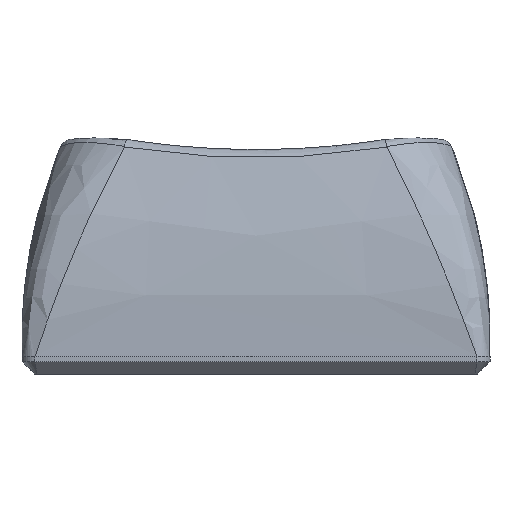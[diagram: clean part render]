
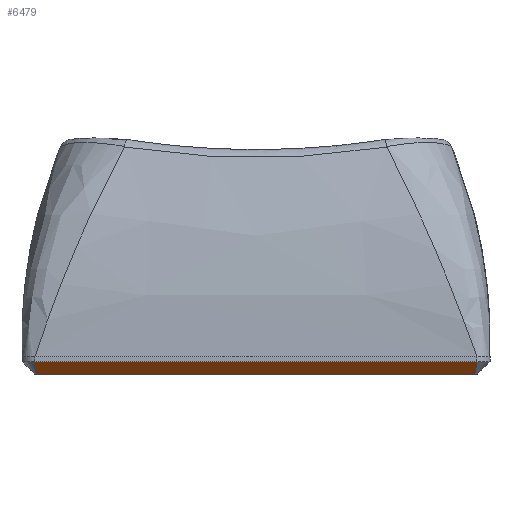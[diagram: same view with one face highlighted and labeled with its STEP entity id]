
A CAD part, front view. The second image highlights one B-rep face of the part: STEP entity #6479.
In plain terms, the highlighted planar face has unit normal (0, -0.707, -0.707).
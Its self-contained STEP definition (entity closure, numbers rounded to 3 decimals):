
#720 = PLANE('',#721);
#721 = AXIS2_PLACEMENT_3D('',#722,#723,#724);
#722 = CARTESIAN_POINT('',(-8.5,-9.,0.672));
#723 = DIRECTION('',(0.,-1.,0.));
#724 = DIRECTION('',(1.,0.,0.));
#1973 = VERTEX_POINT('',#1974);
#1974 = CARTESIAN_POINT('',(-8.5,-9.,0.48));
#2000 = EDGE_CURVE('',#1973,#2001,#2003,.T.);
#2001 = VERTEX_POINT('',#2002);
#2002 = CARTESIAN_POINT('',(8.5,-9.,0.48));
#2003 = SURFACE_CURVE('',#2004,(#2008,#2015),.PCURVE_S1.);
#2004 = LINE('',#2005,#2006);
#2005 = CARTESIAN_POINT('',(-8.5,-9.,0.48));
#2006 = VECTOR('',#2007,1.);
#2007 = DIRECTION('',(1.,0.,0.));
#2008 = PCURVE('',#720,#2009);
#2009 = DEFINITIONAL_REPRESENTATION('',(#2010),#2014);
#2010 = LINE('',#2011,#2012);
#2011 = CARTESIAN_POINT('',(0.,-0.192));
#2012 = VECTOR('',#2013,1.);
#2013 = DIRECTION('',(1.,0.));
#2014 = ( GEOMETRIC_REPRESENTATION_CONTEXT(2) 
PARAMETRIC_REPRESENTATION_CONTEXT() REPRESENTATION_CONTEXT('2D SPACE',''
  ) );
#2015 = PCURVE('',#2016,#2021);
#2016 = PLANE('',#2017);
#2017 = AXIS2_PLACEMENT_3D('',#2018,#2019,#2020);
#2018 = CARTESIAN_POINT('',(-8.5,-8.76,0.24));
#2019 = DIRECTION('',(0.,0.707,0.707)
  );
#2020 = DIRECTION('',(1.,0.,0.));
#2021 = DEFINITIONAL_REPRESENTATION('',(#2022),#2026);
#2022 = LINE('',#2023,#2024);
#2023 = CARTESIAN_POINT('',(0.,-0.339));
#2024 = VECTOR('',#2025,1.);
#2025 = DIRECTION('',(1.,0.));
#2026 = ( GEOMETRIC_REPRESENTATION_CONTEXT(2) 
PARAMETRIC_REPRESENTATION_CONTEXT() REPRESENTATION_CONTEXT('2D SPACE',''
  ) );
#3188 = CONICAL_SURFACE('',#3189,0.7,0.785);
#3189 = AXIS2_PLACEMENT_3D('',#3190,#3191,#3192);
#3190 = CARTESIAN_POINT('',(8.323,-8.323,0.48));
#3191 = DIRECTION('',(-0.,-0.,1.));
#3192 = DIRECTION('',(0.967,-0.253,0.));
#6479 = ADVANCED_FACE('',(#6480),#2016,.F.);
#6480 = FACE_BOUND('',#6481,.F.);
#6481 = EDGE_LOOP('',(#6482,#6517,#6518,#6548));
#6482 = ORIENTED_EDGE('',*,*,#6483,.F.);
#6483 = EDGE_CURVE('',#1973,#6484,#6486,.T.);
#6484 = VERTEX_POINT('',#6485);
#6485 = CARTESIAN_POINT('',(-8.42,-8.52,0.));
#6486 = SURFACE_CURVE('',#6487,(#6492,#6499),.PCURVE_S1.);
#6487 = PARABOLA('',#6488,0.008);
#6488 = AXIS2_PLACEMENT_3D('',#6489,#6490,#6491);
#6489 = CARTESIAN_POINT('',(-8.323,-8.311,
    -0.209));
#6490 = DIRECTION('',(0.,0.707,0.707)
  );
#6491 = DIRECTION('',(0.,-0.707,0.707)
  );
#6492 = PCURVE('',#2016,#6493);
#6493 = DEFINITIONAL_REPRESENTATION('',(#6494),#6498);
#6494 = B_SPLINE_CURVE_WITH_KNOTS('',2,(#6495,#6496,#6497),
  .UNSPECIFIED.,.F.,.F.,(3,3),(-0.177,-0.098),
  .PIECEWISE_BEZIER_KNOTS.);
#6495 = CARTESIAN_POINT('',(0.,-0.339));
#6496 = CARTESIAN_POINT('',(0.04,0.098));
#6497 = CARTESIAN_POINT('',(0.08,0.339));
#6498 = ( GEOMETRIC_REPRESENTATION_CONTEXT(2) 
PARAMETRIC_REPRESENTATION_CONTEXT() REPRESENTATION_CONTEXT('2D SPACE',''
  ) );
#6499 = PCURVE('',#6500,#6505);
#6500 = CONICAL_SURFACE('',#6501,0.7,0.785);
#6501 = AXIS2_PLACEMENT_3D('',#6502,#6503,#6504);
#6502 = CARTESIAN_POINT('',(-8.323,-8.323,0.48));
#6503 = DIRECTION('',(-0.,-0.,1.));
#6504 = DIRECTION('',(-0.253,-0.967,-0.));
#6505 = DEFINITIONAL_REPRESENTATION('',(#6506),#6516);
#6506 = B_SPLINE_CURVE_WITH_KNOTS('',8,(#6507,#6508,#6509,#6510,#6511,
    #6512,#6513,#6514,#6515),.UNSPECIFIED.,.F.,.F.,(9,9),(
    -0.177,-0.098),.PIECEWISE_BEZIER_KNOTS.);
#6507 = CARTESIAN_POINT('',(0.,0.));
#6508 = CARTESIAN_POINT('',(-0.014,-0.077));
#6509 = CARTESIAN_POINT('',(-0.03,-0.15));
#6510 = CARTESIAN_POINT('',(-0.048,-0.217));
#6511 = CARTESIAN_POINT('',(-0.069,-0.28));
#6512 = CARTESIAN_POINT('',(-0.094,-0.337));
#6513 = CARTESIAN_POINT('',(-0.123,-0.39));
#6514 = CARTESIAN_POINT('',(-0.158,-0.437));
#6515 = CARTESIAN_POINT('',(-0.203,-0.48));
#6516 = ( GEOMETRIC_REPRESENTATION_CONTEXT(2) 
PARAMETRIC_REPRESENTATION_CONTEXT() REPRESENTATION_CONTEXT('2D SPACE',''
  ) );
#6517 = ORIENTED_EDGE('',*,*,#2000,.T.);
#6518 = ORIENTED_EDGE('',*,*,#6519,.T.);
#6519 = EDGE_CURVE('',#2001,#6520,#6522,.T.);
#6520 = VERTEX_POINT('',#6521);
#6521 = CARTESIAN_POINT('',(8.42,-8.52,0.));
#6522 = SURFACE_CURVE('',#6523,(#6528,#6535),.PCURVE_S1.);
#6523 = PARABOLA('',#6524,0.008);
#6524 = AXIS2_PLACEMENT_3D('',#6525,#6526,#6527);
#6525 = CARTESIAN_POINT('',(8.323,-8.311,
    -0.209));
#6526 = DIRECTION('',(0.,-0.707,-0.707
    ));
#6527 = DIRECTION('',(0.,-0.707,0.707)
  );
#6528 = PCURVE('',#2016,#6529);
#6529 = DEFINITIONAL_REPRESENTATION('',(#6530),#6534);
#6530 = B_SPLINE_CURVE_WITH_KNOTS('',2,(#6531,#6532,#6533),
  .UNSPECIFIED.,.F.,.F.,(3,3),(-0.177,-0.098),
  .PIECEWISE_BEZIER_KNOTS.);
#6531 = CARTESIAN_POINT('',(17.,-0.339));
#6532 = CARTESIAN_POINT('',(16.96,0.098));
#6533 = CARTESIAN_POINT('',(16.92,0.339));
#6534 = ( GEOMETRIC_REPRESENTATION_CONTEXT(2) 
PARAMETRIC_REPRESENTATION_CONTEXT() REPRESENTATION_CONTEXT('2D SPACE',''
  ) );
#6535 = PCURVE('',#3188,#6536);
#6536 = DEFINITIONAL_REPRESENTATION('',(#6537),#6547);
#6537 = B_SPLINE_CURVE_WITH_KNOTS('',8,(#6538,#6539,#6540,#6541,#6542,
    #6543,#6544,#6545,#6546),.UNSPECIFIED.,.F.,.F.,(9,9),(
    -0.177,-0.098),.PIECEWISE_BEZIER_KNOTS.);
#6538 = CARTESIAN_POINT('',(-1.059,0.));
#6539 = CARTESIAN_POINT('',(-1.045,-0.077));
#6540 = CARTESIAN_POINT('',(-1.029,-0.15));
#6541 = CARTESIAN_POINT('',(-1.01,-0.217));
#6542 = CARTESIAN_POINT('',(-0.99,-0.28));
#6543 = CARTESIAN_POINT('',(-0.965,-0.337));
#6544 = CARTESIAN_POINT('',(-0.936,-0.39));
#6545 = CARTESIAN_POINT('',(-0.901,-0.437));
#6546 = CARTESIAN_POINT('',(-0.856,-0.48));
#6547 = ( GEOMETRIC_REPRESENTATION_CONTEXT(2) 
PARAMETRIC_REPRESENTATION_CONTEXT() REPRESENTATION_CONTEXT('2D SPACE',''
  ) );
#6548 = ORIENTED_EDGE('',*,*,#6549,.F.);
#6549 = EDGE_CURVE('',#6484,#6520,#6550,.T.);
#6550 = SURFACE_CURVE('',#6551,(#6555,#6562),.PCURVE_S1.);
#6551 = LINE('',#6552,#6553);
#6552 = CARTESIAN_POINT('',(-8.5,-8.52,0.));
#6553 = VECTOR('',#6554,1.);
#6554 = DIRECTION('',(1.,0.,0.));
#6555 = PCURVE('',#2016,#6556);
#6556 = DEFINITIONAL_REPRESENTATION('',(#6557),#6561);
#6557 = LINE('',#6558,#6559);
#6558 = CARTESIAN_POINT('',(0.,0.339));
#6559 = VECTOR('',#6560,1.);
#6560 = DIRECTION('',(1.,0.));
#6561 = ( GEOMETRIC_REPRESENTATION_CONTEXT(2) 
PARAMETRIC_REPRESENTATION_CONTEXT() REPRESENTATION_CONTEXT('2D SPACE',''
  ) );
#6562 = PCURVE('',#6563,#6568);
#6563 = PLANE('',#6564);
#6564 = AXIS2_PLACEMENT_3D('',#6565,#6566,#6567);
#6565 = CARTESIAN_POINT('',(8.5,9.,0.));
#6566 = DIRECTION('',(0.,0.,-1.));
#6567 = DIRECTION('',(-1.,0.,0.));
#6568 = DEFINITIONAL_REPRESENTATION('',(#6569),#6573);
#6569 = LINE('',#6570,#6571);
#6570 = CARTESIAN_POINT('',(17.,-17.52));
#6571 = VECTOR('',#6572,1.);
#6572 = DIRECTION('',(-1.,0.));
#6573 = ( GEOMETRIC_REPRESENTATION_CONTEXT(2) 
PARAMETRIC_REPRESENTATION_CONTEXT() REPRESENTATION_CONTEXT('2D SPACE',''
  ) );
